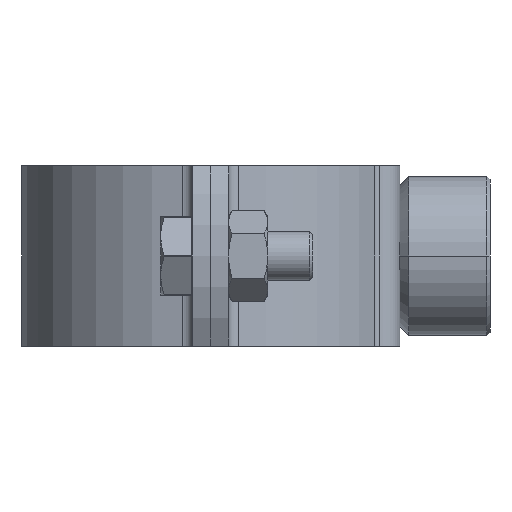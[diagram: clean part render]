
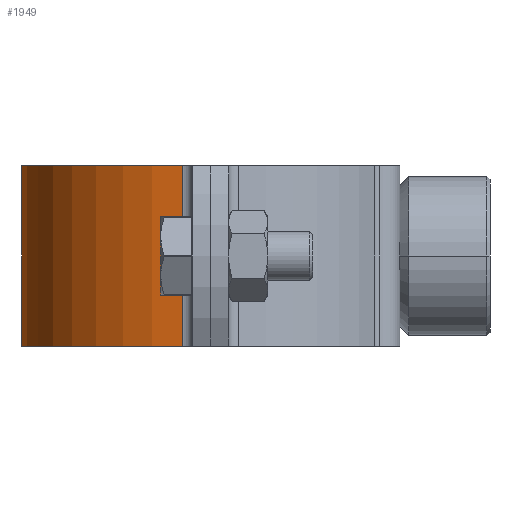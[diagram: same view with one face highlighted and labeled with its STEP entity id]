
A CAD part, left-side view. The second image highlights one B-rep face of the part: STEP entity #1949.
In plain terms, the highlighted cylindrical face has radius 31.5 mm (diameter 63 mm), a partial arc.
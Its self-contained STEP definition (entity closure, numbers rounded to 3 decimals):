
#228 = EDGE_CURVE ( 'NONE', #2175, #1701, #558, .T. ) ;
#558 = CIRCLE ( 'NONE', #2572, 31.5 ) ;
#665 = DIRECTION ( 'NONE',  ( 1., 0., 0. ) ) ;
#669 = DIRECTION ( 'NONE',  ( 0., 0., 1. ) ) ;
#670 = VERTEX_POINT ( 'NONE', #4743 ) ;
#671 = CARTESIAN_POINT ( 'NONE',  ( 0., 0., 15. ) ) ;
#938 = DIRECTION ( 'NONE',  ( 0., 0., -1. ) ) ;
#940 = CARTESIAN_POINT ( 'NONE',  ( -31.147, -4.701, 15. ) ) ;
#944 = LINE ( 'NONE', #940, #5421 ) ;
#1536 = EDGE_LOOP ( 'NONE', ( #2434, #2432, #2430, #2427 ) ) ;
#1539 = CARTESIAN_POINT ( 'NONE',  ( -31.147, -4.701, -15. ) ) ;
#1571 = VECTOR ( 'NONE', #2829, 1000. ) ;
#1627 = VERTEX_POINT ( 'NONE', #2674 ) ;
#1701 = VERTEX_POINT ( 'NONE', #2426 ) ;
#1906 = DIRECTION ( 'NONE',  ( -1., 0., 0. ) ) ;
#1913 = DIRECTION ( 'NONE',  ( 0., 0., -1. ) ) ;
#1916 = CARTESIAN_POINT ( 'NONE',  ( 0., 0., 15. ) ) ;
#1924 = CYLINDRICAL_SURFACE ( 'NONE', #4544, 31.5 ) ;
#1927 = FACE_OUTER_BOUND ( 'NONE', #1536, .T. ) ;
#1949 = ADVANCED_FACE ( 'NONE', ( #1927 ), #1924, .T. ) ;
#2175 = VERTEX_POINT ( 'NONE', #1539 ) ;
#2426 = CARTESIAN_POINT ( 'NONE',  ( 31.147, -4.701, -15. ) ) ;
#2427 = ORIENTED_EDGE ( 'NONE', *, *, #2579, .T. ) ;
#2430 = ORIENTED_EDGE ( 'NONE', *, *, #2773, .F. ) ;
#2432 = ORIENTED_EDGE ( 'NONE', *, *, #3659, .F. ) ;
#2434 = ORIENTED_EDGE ( 'NONE', *, *, #228, .T. ) ;
#2572 = AXIS2_PLACEMENT_3D ( 'NONE', #5865, #5861, #5858 ) ;
#2579 = EDGE_CURVE ( 'NONE', #1627, #2175, #944, .T. ) ;
#2674 = CARTESIAN_POINT ( 'NONE',  ( -31.147, -4.701, 15. ) ) ;
#2773 = EDGE_CURVE ( 'NONE', #1627, #670, #5583, .T. ) ;
#2820 = CARTESIAN_POINT ( 'NONE',  ( 31.147, -4.701, 15. ) ) ;
#2829 = DIRECTION ( 'NONE',  ( 0., 0., -1. ) ) ;
#2845 = LINE ( 'NONE', #2820, #1571 ) ;
#3659 = EDGE_CURVE ( 'NONE', #670, #1701, #2845, .T. ) ;
#4544 = AXIS2_PLACEMENT_3D ( 'NONE', #1916, #1913, #1906 ) ;
#4743 = CARTESIAN_POINT ( 'NONE',  ( 31.147, -4.701, 15. ) ) ;
#5421 = VECTOR ( 'NONE', #938, 1000. ) ;
#5583 = CIRCLE ( 'NONE', #5585, 31.5 ) ;
#5585 = AXIS2_PLACEMENT_3D ( 'NONE', #671, #669, #665 ) ;
#5858 = DIRECTION ( 'NONE',  ( 1., 0., 0. ) ) ;
#5861 = DIRECTION ( 'NONE',  ( 0., 0., 1. ) ) ;
#5865 = CARTESIAN_POINT ( 'NONE',  ( 0., 0., -15. ) ) ;
